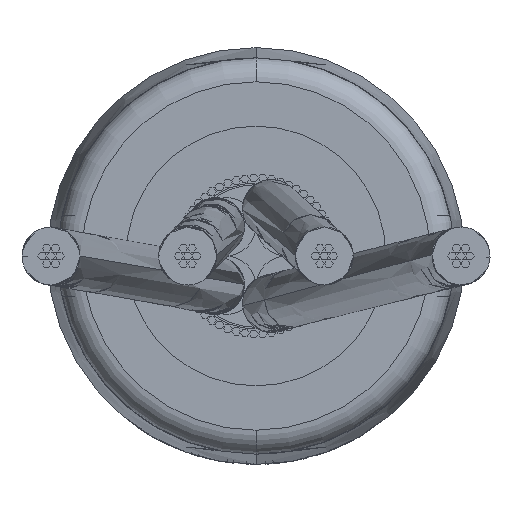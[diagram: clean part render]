
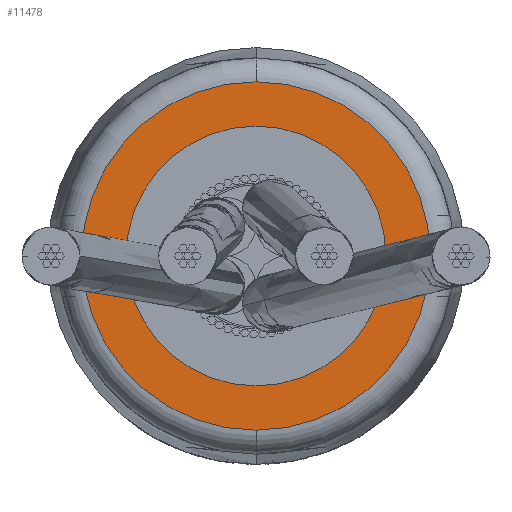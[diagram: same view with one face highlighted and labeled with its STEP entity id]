
A CAD part, front view. The second image highlights one B-rep face of the part: STEP entity #11478.
In plain terms, the highlighted planar face has unit normal (0, -1, 0).
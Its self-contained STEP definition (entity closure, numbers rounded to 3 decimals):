
#287 = EDGE_CURVE ( 'NONE', #12247, #4190, #6821, .T. ) ;
#827 = CARTESIAN_POINT ( 'NONE',  ( 0., -9.4, 2.55 ) ) ;
#2147 = DIRECTION ( 'NONE',  ( 0., -1., 0. ) ) ;
#4190 = VERTEX_POINT ( 'NONE', #9194 ) ;
#4535 = DIRECTION ( 'NONE',  ( 0., -1., 0. ) ) ;
#4606 = CARTESIAN_POINT ( 'NONE',  ( 0., -9.4, 0. ) ) ;
#4777 = DIRECTION ( 'NONE',  ( 0., 0., 1. ) ) ;
#5770 = DIRECTION ( 'NONE',  ( 0., 1., 0. ) ) ;
#6821 = CIRCLE ( 'NONE', #13577, 2.55 ) ;
#7583 = DIRECTION ( 'NONE',  ( 0., 0., 1. ) ) ;
#8887 = ORIENTED_EDGE ( 'NONE', *, *, #16634, .T. ) ;
#9194 = CARTESIAN_POINT ( 'NONE',  ( 0., -9.4, -2.55 ) ) ;
#9273 = CARTESIAN_POINT ( 'NONE',  ( 0., -9.4, 0. ) ) ;
#11478 = ADVANCED_FACE ( 'NONE', ( #15805 ), #16597, .F. ) ;
#12247 = VERTEX_POINT ( 'NONE', #827 ) ;
#13267 = AXIS2_PLACEMENT_3D ( 'NONE', #9273, #2147, #16624 ) ;
#13577 = AXIS2_PLACEMENT_3D ( 'NONE', #4606, #4535, #4777 ) ;
#15378 = EDGE_LOOP ( 'NONE', ( #16035, #8887 ) ) ;
#15805 = FACE_OUTER_BOUND ( 'NONE', #15378, .T. ) ;
#16035 = ORIENTED_EDGE ( 'NONE', *, *, #287, .T. ) ;
#16597 = PLANE ( 'NONE',  #19579 ) ;
#16624 = DIRECTION ( 'NONE',  ( 0., 0., 1. ) ) ;
#16634 = EDGE_CURVE ( 'NONE', #4190, #12247, #17813, .T. ) ;
#17813 = CIRCLE ( 'NONE', #13267, 2.55 ) ;
#19579 = AXIS2_PLACEMENT_3D ( 'NONE', #20099, #5770, #7583 ) ;
#20099 = CARTESIAN_POINT ( 'NONE',  ( 0., -9.4, 0. ) ) ;
